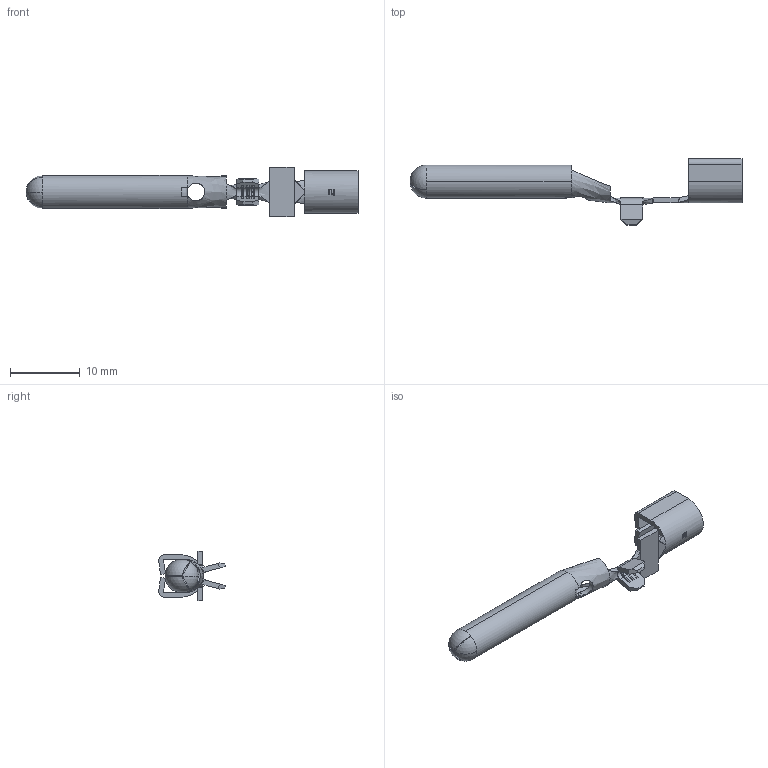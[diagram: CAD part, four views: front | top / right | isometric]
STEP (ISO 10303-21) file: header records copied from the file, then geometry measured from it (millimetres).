
FILE_DESCRIPTION (( 'STEP AP203' ), '1' );
FILE_NAME ('09267.STEP', '2015-02-05T14:04:44', ( '' ), ( '' ), 'SwSTEP 2.0', 'SolidWorks 2014', '' );
FILE_SCHEMA (( 'CONFIG_CONTROL_DESIGN' ));
Length unit declared in the file: inch
Products named in the file (1): 09267
Bounding box: 47.62 x 9.58 x 7.11 mm (x, y, z)
Volume: 378.8 mm3; surface area: 1205.7 mm2
Topology: 1 solids, 1 shells, 171 faces, 458 edges, 283 vertices
Faces by surface type: plane 98, cylinder 35, bspline 22, sphere 8, cone 6, torus 2
Entity records: 5812 total; most frequent: CARTESIAN_POINT 1610, ORIENTED_EDGE 908, DIRECTION 804, EDGE_CURVE 454, VERTEX_POINT 283, LINE 280, VECTOR 280, AXIS2_PLACEMENT_3D 262
